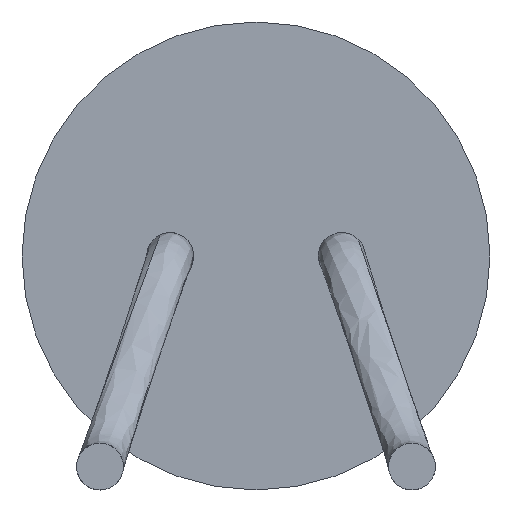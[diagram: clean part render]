
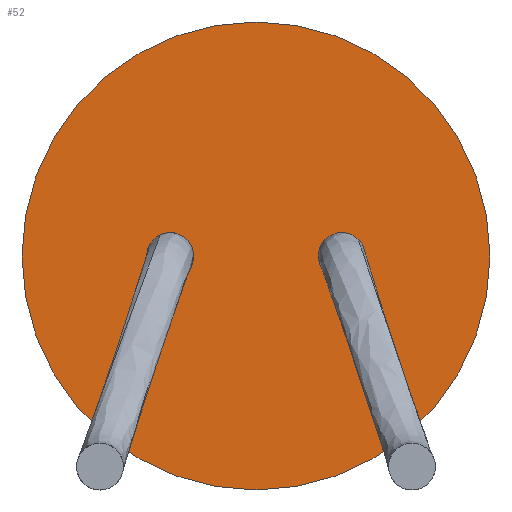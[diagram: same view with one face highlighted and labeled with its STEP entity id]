
A CAD part, left-side view. The second image highlights one B-rep face of the part: STEP entity #52.
In plain terms, the highlighted planar face has unit normal (-1, 0, 0).
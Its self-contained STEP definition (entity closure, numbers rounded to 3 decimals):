
#2 = CARTESIAN_POINT ( 'NONE',  ( -4., -0.55, 1.65 ) ) ;
#3 = VERTEX_POINT ( 'NONE', #821 ) ;
#7 = DIRECTION ( 'NONE',  ( -1., 0., 0. ) ) ;
#9 = ORIENTED_EDGE ( 'NONE', *, *, #530, .F. ) ;
#19 = CARTESIAN_POINT ( 'NONE',  ( -4., -0.55, 1.35 ) ) ;
#52 = ADVANCED_FACE ( 'NONE', ( #889, #124, #898 ), #464, .F. ) ;
#69 = EDGE_CURVE ( 'NONE', #656, #660, #636, .T. ) ;
#73 = AXIS2_PLACEMENT_3D ( 'NONE', #433, #104, #783 ) ;
#79 = EDGE_LOOP ( 'NONE', ( #9, #253 ) ) ;
#104 = DIRECTION ( 'NONE',  ( -1., 0., 0. ) ) ;
#107 = CIRCLE ( 'NONE', #578, 0.15 ) ;
#124 = FACE_BOUND ( 'NONE', #79, .T. ) ;
#126 = DIRECTION ( 'NONE',  ( 0., 0., -1. ) ) ;
#137 = CARTESIAN_POINT ( 'NONE',  ( -4., 0., 1.5 ) ) ;
#144 = DIRECTION ( 'NONE',  ( 0., 0., -1. ) ) ;
#173 = ORIENTED_EDGE ( 'NONE', *, *, #412, .F. ) ;
#199 = CARTESIAN_POINT ( 'NONE',  ( -4., -0.55, 1.5 ) ) ;
#207 = AXIS2_PLACEMENT_3D ( 'NONE', #818, #7, #294 ) ;
#208 = CIRCLE ( 'NONE', #73, 0.15 ) ;
#239 = EDGE_CURVE ( 'NONE', #660, #656, #421, .T. ) ;
#253 = ORIENTED_EDGE ( 'NONE', *, *, #665, .F. ) ;
#257 = ORIENTED_EDGE ( 'NONE', *, *, #69, .F. ) ;
#261 = DIRECTION ( 'NONE',  ( 0., 0., -1. ) ) ;
#269 = DIRECTION ( 'NONE',  ( 1., 0., 0. ) ) ;
#274 = DIRECTION ( 'NONE',  ( 1., 0., 0. ) ) ;
#294 = DIRECTION ( 'NONE',  ( 0., 0., -1. ) ) ;
#304 = CARTESIAN_POINT ( 'NONE',  ( -4., 0., 0. ) ) ;
#324 = EDGE_CURVE ( 'NONE', #326, #642, #770, .T. ) ;
#326 = VERTEX_POINT ( 'NONE', #19 ) ;
#335 = AXIS2_PLACEMENT_3D ( 'NONE', #590, #881, #261 ) ;
#401 = ORIENTED_EDGE ( 'NONE', *, *, #239, .F. ) ;
#406 = VERTEX_POINT ( 'NONE', #749 ) ;
#412 = EDGE_CURVE ( 'NONE', #642, #326, #107, .T. ) ;
#421 = CIRCLE ( 'NONE', #786, 1.5 ) ;
#422 = CIRCLE ( 'NONE', #335, 0.15 ) ;
#433 = CARTESIAN_POINT ( 'NONE',  ( -4., 0.55, 1.5 ) ) ;
#464 = PLANE ( 'NONE',  #750 ) ;
#530 = EDGE_CURVE ( 'NONE', #3, #406, #422, .T. ) ;
#536 = DIRECTION ( 'NONE',  ( 0., 0., -1. ) ) ;
#578 = AXIS2_PLACEMENT_3D ( 'NONE', #199, #667, #126 ) ;
#590 = CARTESIAN_POINT ( 'NONE',  ( -4., 0.55, 1.5 ) ) ;
#600 = DIRECTION ( 'NONE',  ( 0., 0., -1. ) ) ;
#629 = DIRECTION ( 'NONE',  ( 1., 0., 0. ) ) ;
#636 = CIRCLE ( 'NONE', #666, 1.5 ) ;
#642 = VERTEX_POINT ( 'NONE', #2 ) ;
#655 = CARTESIAN_POINT ( 'NONE',  ( -4., 0., 3. ) ) ;
#656 = VERTEX_POINT ( 'NONE', #304 ) ;
#660 = VERTEX_POINT ( 'NONE', #655 ) ;
#665 = EDGE_CURVE ( 'NONE', #406, #3, #208, .T. ) ;
#666 = AXIS2_PLACEMENT_3D ( 'NONE', #137, #274, #600 ) ;
#667 = DIRECTION ( 'NONE',  ( -1., 0., 0. ) ) ;
#698 = EDGE_LOOP ( 'NONE', ( #257, #401 ) ) ;
#721 = ORIENTED_EDGE ( 'NONE', *, *, #324, .F. ) ;
#740 = CARTESIAN_POINT ( 'NONE',  ( -4., 0., 1.5 ) ) ;
#749 = CARTESIAN_POINT ( 'NONE',  ( -4., 0.55, 1.65 ) ) ;
#750 = AXIS2_PLACEMENT_3D ( 'NONE', #740, #269, #536 ) ;
#769 = EDGE_LOOP ( 'NONE', ( #721, #173 ) ) ;
#770 = CIRCLE ( 'NONE', #207, 0.15 ) ;
#783 = DIRECTION ( 'NONE',  ( 0., 0., -1. ) ) ;
#786 = AXIS2_PLACEMENT_3D ( 'NONE', #840, #629, #144 ) ;
#818 = CARTESIAN_POINT ( 'NONE',  ( -4., -0.55, 1.5 ) ) ;
#821 = CARTESIAN_POINT ( 'NONE',  ( -4., 0.55, 1.35 ) ) ;
#840 = CARTESIAN_POINT ( 'NONE',  ( -4., 0., 1.5 ) ) ;
#881 = DIRECTION ( 'NONE',  ( -1., 0., 0. ) ) ;
#889 = FACE_BOUND ( 'NONE', #769, .T. ) ;
#898 = FACE_OUTER_BOUND ( 'NONE', #698, .T. ) ;
